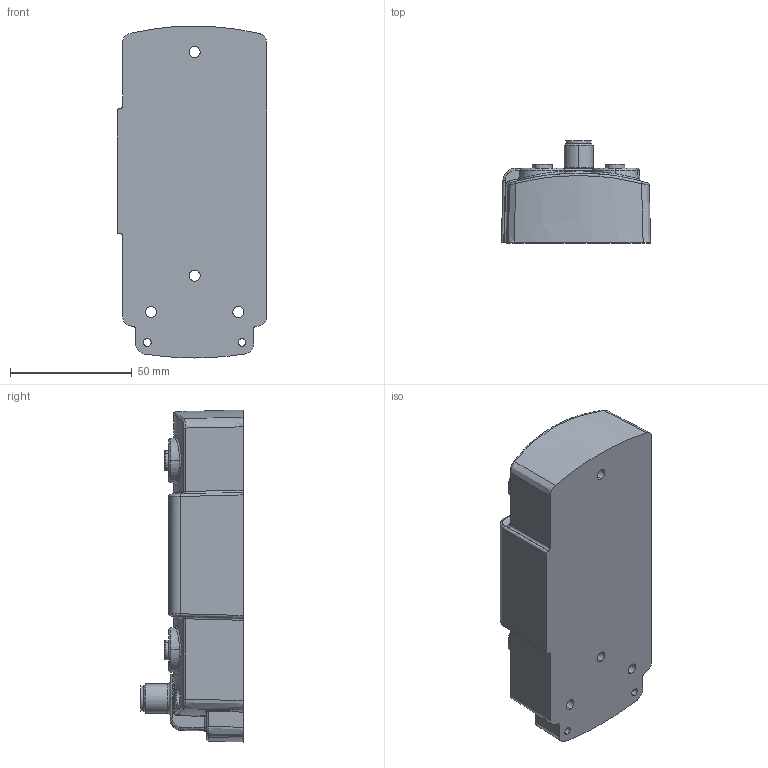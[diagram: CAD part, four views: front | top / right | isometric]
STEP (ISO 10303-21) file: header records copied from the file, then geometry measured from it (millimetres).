
FILE_DESCRIPTION((''),'2;1');
FILE_NAME('IC-KP2-2HRX-2V1_ASM','2010-12-24T',('Ingenieurbuero Eiseler'),('Pepperl+Fuchs'),'PRO/ENGINEER BY PARAMETRIC TECHNOLOGY CORPORATION, 2007250','PRO/ENGINEER BY PARAMETRIC TECHNOLOGY CORPORATION, 2007250','');
FILE_SCHEMA(('CONFIG_CONTROL_DESIGN'));
Length unit declared in the file: millimetre
Products named in the file (5): IDENT_GEHAEUSE_STANDARD_1_ANY; ESCHA_EWAS4_STANDARD_1_ANY; EINBAU-ESCHAEWAS4_STANDARD_1_AN_ASM; M12-BUCHSE_A_STANDARD_1; IC-KP2-2HRX-2V1_ASM
Assembly tree (7 placements, depth 3):
  IC-KP2-2HRX-2V1_ASM
    EINBAU-ESCHAEWAS4_STANDARD_1_AN_ASM
      IDENT_GEHAEUSE_STANDARD_1_ANY
      ESCHA_EWAS4_STANDARD_1_ANY
    M12-BUCHSE_A_STANDARD_1  x4
Bounding box: 61.44 x 42 x 136.63 mm (x, y, z)
Volume: 211356.3 mm3; surface area: 33131 mm2
Topology: 6 solids, 6 shells, 559 faces, 1313 edges, 804 vertices
Faces by surface type: cylinder 173, plane 135, cone 100, bspline 78, torus 53, extrusion 12, sphere 8
Entity records: 22026 total; most frequent: CARTESIAN_POINT 10994, ORIENTED_EDGE 1746, DIRECTION 1635, PRESENTATION_STYLE_ASSIGNMENT 880, STYLED_ITEM 876, CURVE_STYLE 873, EDGE_CURVE 873, AXIS2_PLACEMENT_3D 663
